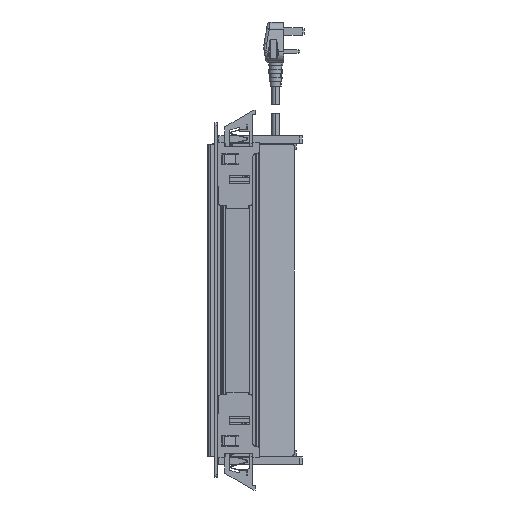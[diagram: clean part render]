
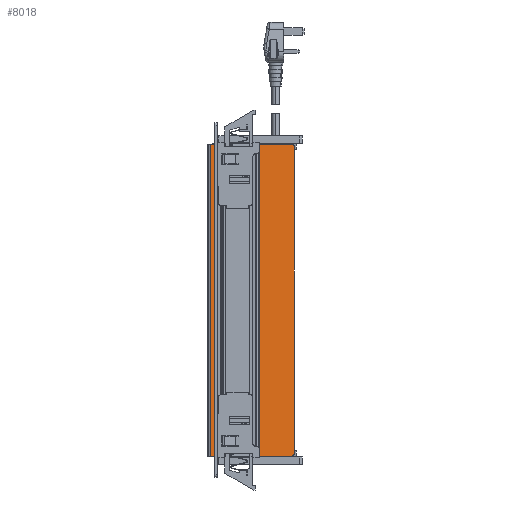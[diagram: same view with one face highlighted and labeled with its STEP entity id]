
A CAD part, left-side view. The second image highlights one B-rep face of the part: STEP entity #8018.
In plain terms, the highlighted planar face has unit normal (-0.987, -0.163, 0).
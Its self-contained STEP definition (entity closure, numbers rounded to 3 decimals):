
#7653=AXIS2_PLACEMENT_3D('Circle Axis2P3D',#7651,#7652,$) ;
#7684=AXIS2_PLACEMENT_3D('Circle Axis2P3D',#7682,#7683,$) ;
#7996=AXIS2_PLACEMENT_3D('Plane Axis2P3D',#7993,#7994,#7995) ;
#7594=CARTESIAN_POINT('Vertex',(-25.443,-57.195,344.)) ;
#7597=CARTESIAN_POINT('Line Origine',(-25.443,-57.195,174.)) ;
#7601=CARTESIAN_POINT('Vertex',(-25.443,-57.195,4.)) ;
#7651=CARTESIAN_POINT('Axis2P3D Location',(-25.931,-54.235,344.)) ;
#7655=CARTESIAN_POINT('Vertex',(-25.931,-54.235,347.)) ;
#7682=CARTESIAN_POINT('Axis2P3D Location',(-25.931,-54.235,4.)) ;
#7686=CARTESIAN_POINT('Vertex',(-25.931,-54.235,1.)) ;
#7794=CARTESIAN_POINT('Vertex',(-40.76,35.802,347.)) ;
#7797=CARTESIAN_POINT('Line Origine',(-33.345,-9.217,347.)) ;
#7993=CARTESIAN_POINT('Axis2P3D Location',(-40.76,35.802,174.)) ;
#7998=CARTESIAN_POINT('Line Origine',(-40.76,35.802,174.)) ;
#8002=CARTESIAN_POINT('Vertex',(-40.76,35.802,1.)) ;
#8005=CARTESIAN_POINT('Line Origine',(-33.345,-9.217,1.)) ;
#7598=DIRECTION('Vector Direction',(0.,0.,-1.)) ;
#7652=DIRECTION('Axis2P3D Direction',(0.987,0.163,-0.)) ;
#7683=DIRECTION('Axis2P3D Direction',(0.987,0.163,0.)) ;
#7798=DIRECTION('Vector Direction',(0.163,-0.987,0.)) ;
#7994=DIRECTION('Axis2P3D Direction',(0.987,0.163,0.)) ;
#7995=DIRECTION('Axis2P3D XDirection',(0.163,-0.987,0.)) ;
#7999=DIRECTION('Vector Direction',(0.,0.,-1.)) ;
#8006=DIRECTION('Vector Direction',(0.163,-0.987,0.)) ;
#7599=VECTOR('Line Direction',#7598,1.) ;
#7799=VECTOR('Line Direction',#7798,1.) ;
#8000=VECTOR('Line Direction',#7999,1.) ;
#8007=VECTOR('Line Direction',#8006,1.) ;
#8011=ORIENTED_EDGE('',*,*,#7657,.F.) ;
#8012=ORIENTED_EDGE('',*,*,#7801,.T.) ;
#8013=ORIENTED_EDGE('',*,*,#8004,.T.) ;
#8014=ORIENTED_EDGE('',*,*,#8009,.F.) ;
#8015=ORIENTED_EDGE('',*,*,#7688,.F.) ;
#8016=ORIENTED_EDGE('',*,*,#7603,.F.) ;
#8018=ADVANCED_FACE('A010029_A-AS2.1\\COUVERCLE 8M.1\\Corps principal',(#8017),#7997,.F.) ;
#7654=CIRCLE('generated circle',#7653,3.) ;
#7685=CIRCLE('generated circle',#7684,3.) ;
#7603=EDGE_CURVE('',#7595,#7602,#7600,.T.) ;
#7657=EDGE_CURVE('',#7656,#7595,#7654,.T.) ;
#7688=EDGE_CURVE('',#7602,#7687,#7685,.T.) ;
#7801=EDGE_CURVE('',#7656,#7795,#7800,.F.) ;
#8004=EDGE_CURVE('',#7795,#8003,#8001,.T.) ;
#8009=EDGE_CURVE('',#7687,#8003,#8008,.F.) ;
#8010=EDGE_LOOP('',(#8011,#8012,#8013,#8014,#8015,#8016)) ;
#8017=FACE_OUTER_BOUND('',#8010,.T.) ;
#7600=LINE('Line',#7597,#7599) ;
#7800=LINE('Line',#7797,#7799) ;
#8001=LINE('Line',#7998,#8000) ;
#8008=LINE('Line',#8005,#8007) ;
#7997=PLANE('',#7996) ;
#7595=VERTEX_POINT('',#7594) ;
#7602=VERTEX_POINT('',#7601) ;
#7656=VERTEX_POINT('',#7655) ;
#7687=VERTEX_POINT('',#7686) ;
#7795=VERTEX_POINT('',#7794) ;
#8003=VERTEX_POINT('',#8002) ;
